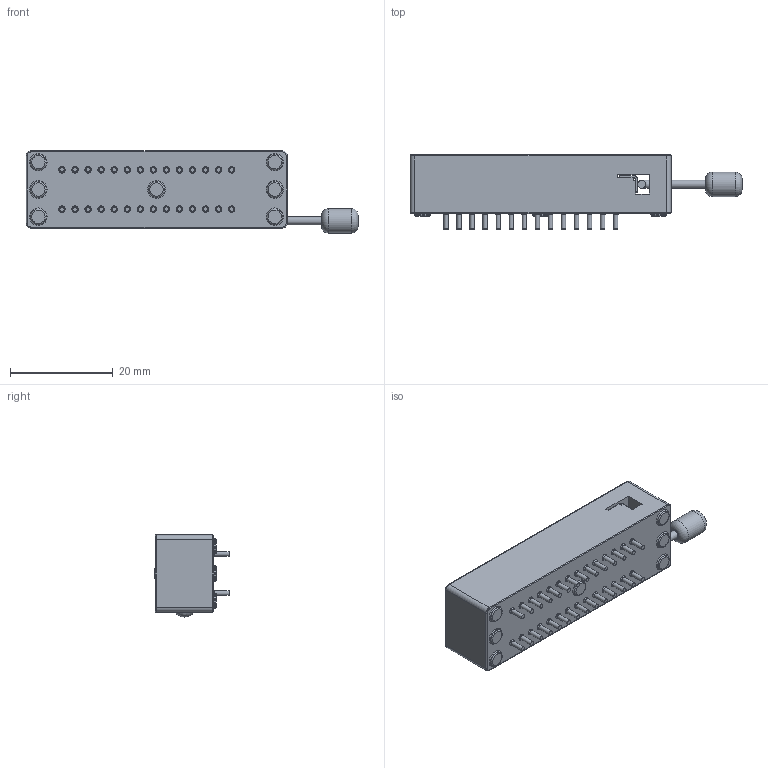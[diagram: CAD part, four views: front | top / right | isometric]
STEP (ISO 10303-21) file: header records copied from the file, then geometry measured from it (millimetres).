
FILE_DESCRIPTION(('HOOPS Exchange Step'),'2;1');
FILE_NAME('temp_export','2024-09-13T20:45:37+02:00',('Jacques'),('Shapr3D Limited'),'HOOPS Exchange 2024.2','Shapr3D','Authorized');
FILE_SCHEMA( ('AP242_MANAGED_MODEL_BASED_3D_ENGINEERING_MIM_LF {1 0 10303 442 1 1 4 }') );
Length unit declared in the file: millimetre
Products named in the file (2): Textdol 228-3341.SLDPRT; root
Assembly tree (1 placements, depth 2):
  root
    Textdol 228-3341.SLDPRT
Bounding box: 64.6 x 14.41 x 15.97 mm (x, y, z)
Volume: 7738.5 mm3; surface area: 5175.5 mm2
Topology: 2 solids, 2 shells, 585 faces, 1553 edges, 1007 vertices
Faces by surface type: plane 462, cylinder 66, torus 57
Full cylindrical faces by diameter (mm): 0.85 x28, 1.6 x2, 3 x7, 4.75 x1
Entity records: 18262 total; most frequent: CARTESIAN_POINT 3152, ORIENTED_EDGE 3106, DIRECTION 2992, EDGE_CURVE 1553, VECTOR 1290, LINE 1290, VERTEX_POINT 1007, AXIS2_PLACEMENT_3D 851
